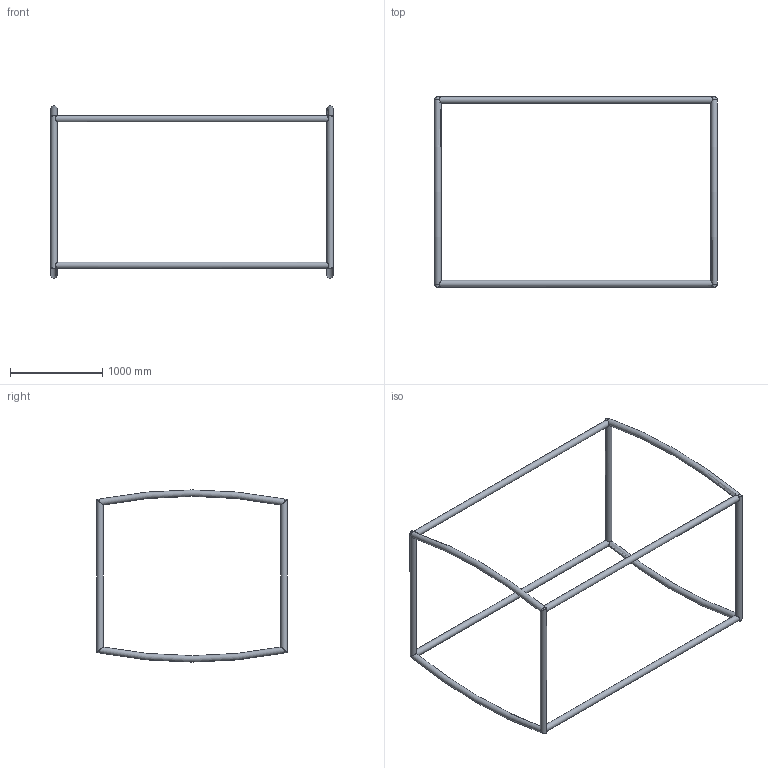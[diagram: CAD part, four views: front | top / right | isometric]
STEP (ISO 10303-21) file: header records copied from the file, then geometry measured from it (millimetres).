
FILE_DESCRIPTION(/* description */ (''),/* implementation_level */ '2;1');
FILE_NAME(/* name */ 'TeardropFrame.stp',/* time_stamp */ '2024-08-26T14:56:51+02:00',/* author */ ('1863498'),/* organization */ (''),/* preprocessor_version */ 'ST-DEVELOPER v18.1',/* originating_system */ 'Autodesk Inventor 2020',/* authorisation */ '');
FILE_SCHEMA (('AUTOMOTIVE_DESIGN { 1 0 10303 214 3 1 1 }'));
Length unit declared in the file: metre
Products named in the file (1): TeardropFrame
Bounding box: 3070 x 2069.84 x 1869.96 mm (x, y, z)
Volume: 100846816.8 mm3; surface area: 5736163.9 mm2
Topology: 1 solids, 1 shells, 20 faces, 100 edges, 72 vertices
Faces by surface type: cylinder 16, torus 4
Full cylindrical faces by diameter (mm): 70 x8
Entity records: 1781 total; most frequent: CARTESIAN_POINT 1021, ORIENTED_EDGE 200, DIRECTION 106, EDGE_CURVE 100, VERTEX_POINT 72, B_SPLINE_CURVE_WITH_KNOTS 64, AXIS2_PLACEMENT_3D 49, FACE_OUTER_BOUND 20
